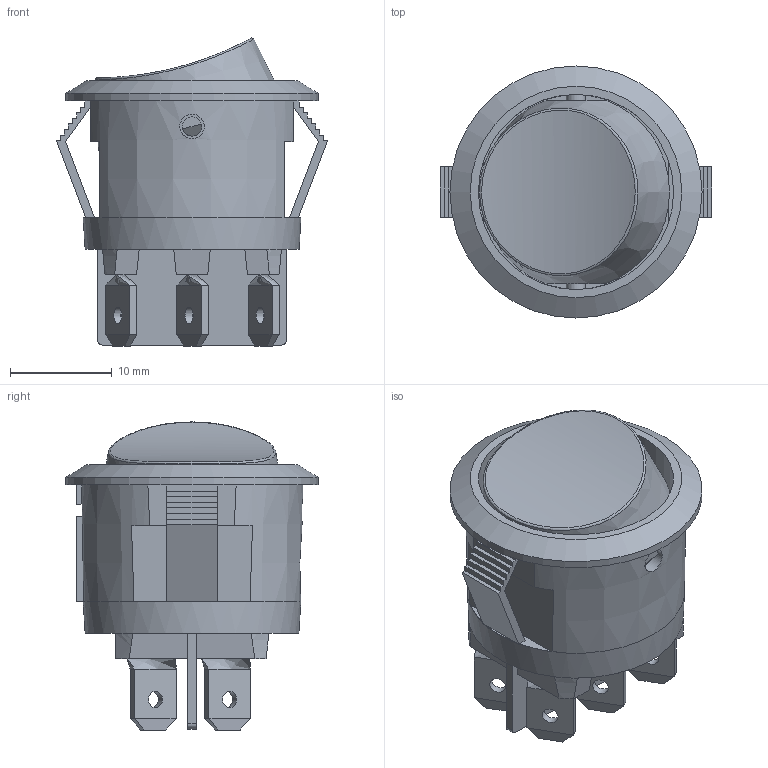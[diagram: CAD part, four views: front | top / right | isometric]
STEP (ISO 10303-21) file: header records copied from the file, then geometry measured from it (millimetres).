
FILE_DESCRIPTION(/* description */ (''),/* implementation_level */ '2;1');
FILE_NAME(/* name */ 'RRA1GCxx00.stp',/* time_stamp */ '2026-01-19T00:21:11-06:00',/* author */ ('jmeyers'),/* organization */ (''),/* preprocessor_version */ 'ST-DEVELOPER v18.1',/* originating_system */ 'Autodesk Inventor 2022',/* authorisation */ '');
FILE_SCHEMA (('AUTOMOTIVE_DESIGN { 1 0 10303 214 3 1 1 }'));
Length unit declared in the file: millimetre
Products named in the file (1): RRA1GCxx00
Bounding box: 26.7 x 24.8 x 30.3 mm (x, y, z)
Volume: 6460.3 mm3; surface area: 4702.2 mm2
Topology: 1 solids, 1 shells, 477 faces, 1306 edges, 853 vertices
Faces by surface type: plane 343, bspline 106, cylinder 23, cone 5
Full cylindrical faces by diameter (mm): 1.6 x6, 1.9 x2, 2.4 x2, 19.2 x1, 24.8 x1
Entity records: 15854 total; most frequent: CARTESIAN_POINT 4314, ORIENTED_EDGE 2612, DIRECTION 1943, EDGE_CURVE 1306, LINE 1043, VECTOR 1043, VERTEX_POINT 853, EDGE_LOOP 519
